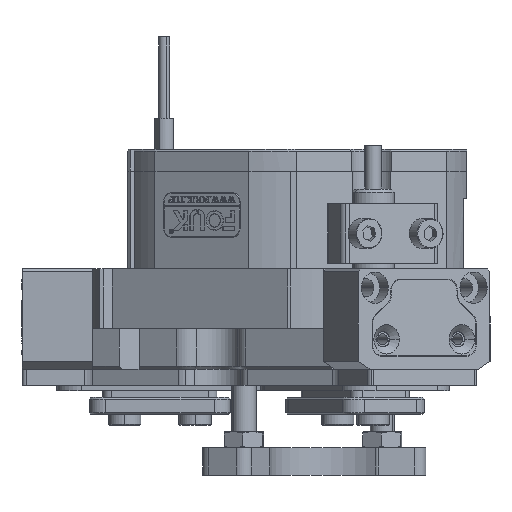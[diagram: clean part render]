
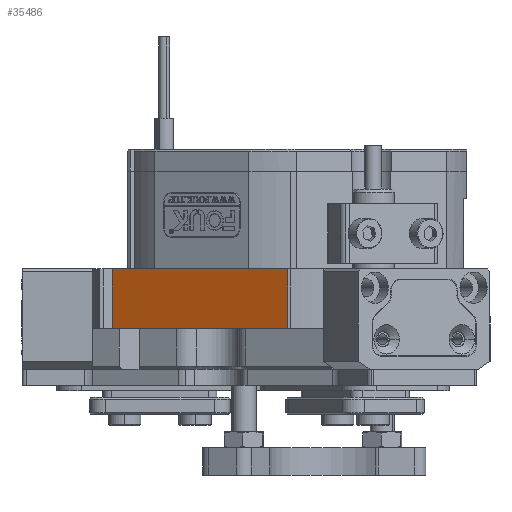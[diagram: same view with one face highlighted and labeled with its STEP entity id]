
A CAD part, left-side view. The second image highlights one B-rep face of the part: STEP entity #35486.
In plain terms, the highlighted planar face has unit normal (-0.866, 0.5, 0).
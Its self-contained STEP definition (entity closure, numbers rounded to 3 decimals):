
#473 = DIRECTION ( 'NONE',  ( 0.866, -0.5, 0. ) ) ;
#873 = VECTOR ( 'NONE', #43517, 1000. ) ;
#1072 = EDGE_CURVE ( 'NONE', #28241, #42519, #53488, .T. ) ;
#3399 = DIRECTION ( 'NONE',  ( 0.5, 0.866, 0. ) ) ;
#4046 = VECTOR ( 'NONE', #32915, 1000. ) ;
#5143 = CARTESIAN_POINT ( 'NONE',  ( -20.323, 32.8, -26.5 ) ) ;
#5642 = LINE ( 'NONE', #53209, #47875 ) ;
#9276 = ORIENTED_EDGE ( 'NONE', *, *, #50622, .F. ) ;
#11843 = CARTESIAN_POINT ( 'NONE',  ( -17.92, 36.961, 3.5 ) ) ;
#16305 = CARTESIAN_POINT ( 'NONE',  ( -38.997, 0.455, 3.5 ) ) ;
#17738 = CARTESIAN_POINT ( 'NONE',  ( -38.997, 0.455, -7.5 ) ) ;
#18813 = FACE_OUTER_BOUND ( 'NONE', #36667, .T. ) ;
#19541 = VECTOR ( 'NONE', #34594, 1000. ) ;
#24324 = CARTESIAN_POINT ( 'NONE',  ( -20.323, 32.8, 3.5 ) ) ;
#26973 = ORIENTED_EDGE ( 'NONE', *, *, #1072, .T. ) ;
#27993 = LINE ( 'NONE', #5143, #19541 ) ;
#28241 = VERTEX_POINT ( 'NONE', #16305 ) ;
#29382 = CARTESIAN_POINT ( 'NONE',  ( -17.92, 36.961, -26.5 ) ) ;
#30075 = CARTESIAN_POINT ( 'NONE',  ( -38.997, 0.455, -15. ) ) ;
#32454 = EDGE_CURVE ( 'NONE', #53877, #28241, #50964, .T. ) ;
#32915 = DIRECTION ( 'NONE',  ( 0.5, 0.866, 0. ) ) ;
#33448 = ORIENTED_EDGE ( 'NONE', *, *, #34570, .T. ) ;
#34570 = EDGE_CURVE ( 'NONE', #42519, #44211, #27993, .T. ) ;
#34594 = DIRECTION ( 'NONE',  ( 0., 0., -1. ) ) ;
#35486 = ADVANCED_FACE ( 'NONE', ( #18813 ), #37781, .F. ) ;
#36667 = EDGE_LOOP ( 'NONE', ( #26973, #33448, #9276, #48967 ) ) ;
#37781 = PLANE ( 'NONE',  #48786 ) ;
#42519 = VERTEX_POINT ( 'NONE', #24324 ) ;
#43517 = DIRECTION ( 'NONE',  ( 0., 0., 1. ) ) ;
#44211 = VERTEX_POINT ( 'NONE', #53290 ) ;
#47875 = VECTOR ( 'NONE', #3399, 1000. ) ;
#48786 = AXIS2_PLACEMENT_3D ( 'NONE', #29382, #473, #50277 ) ;
#48967 = ORIENTED_EDGE ( 'NONE', *, *, #32454, .T. ) ;
#50277 = DIRECTION ( 'NONE',  ( 0.5, 0.866, 0. ) ) ;
#50622 = EDGE_CURVE ( 'NONE', #53877, #44211, #5642, .T. ) ;
#50964 = LINE ( 'NONE', #30075, #873 ) ;
#53209 = CARTESIAN_POINT ( 'NONE',  ( -17.92, 36.961, -7.5 ) ) ;
#53290 = CARTESIAN_POINT ( 'NONE',  ( -20.323, 32.8, -7.5 ) ) ;
#53488 = LINE ( 'NONE', #11843, #4046 ) ;
#53877 = VERTEX_POINT ( 'NONE', #17738 ) ;
